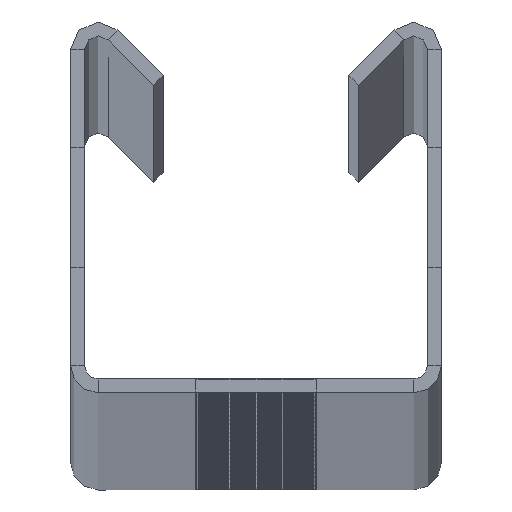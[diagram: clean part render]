
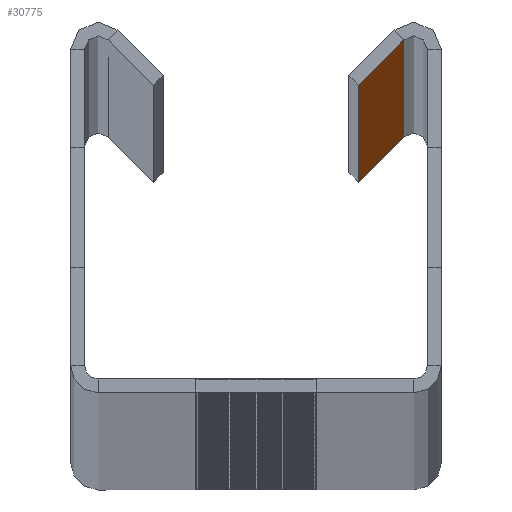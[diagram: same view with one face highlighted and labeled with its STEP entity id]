
A CAD part, top view. The second image highlights one B-rep face of the part: STEP entity #30775.
In plain terms, the highlighted planar face has unit normal (0.707, -0.707, 0).
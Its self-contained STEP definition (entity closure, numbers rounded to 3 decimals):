
#1456=PLANE('',#33715);
#2927=FACE_OUTER_BOUND('',#4405,.T.);
#4405=EDGE_LOOP('',(#25581,#25582,#25583,#25584));
#8042=LINE('',#51221,#10982);
#8047=LINE('',#51235,#10987);
#8048=LINE('',#51237,#10988);
#8049=LINE('',#51238,#10989);
#10982=VECTOR('',#42410,10.);
#10987=VECTOR('',#42423,10.);
#10988=VECTOR('',#42424,10.);
#10989=VECTOR('',#42425,10.);
#15378=VERTEX_POINT('',#51218);
#15379=VERTEX_POINT('',#51220);
#15384=VERTEX_POINT('',#51234);
#15385=VERTEX_POINT('',#51236);
#19738=EDGE_CURVE('',#15378,#15379,#8042,.T.);
#19745=EDGE_CURVE('',#15378,#15384,#8047,.T.);
#19746=EDGE_CURVE('',#15385,#15384,#8048,.T.);
#19747=EDGE_CURVE('',#15379,#15385,#8049,.T.);
#25581=ORIENTED_EDGE('',*,*,#19745,.T.);
#25582=ORIENTED_EDGE('',*,*,#19746,.F.);
#25583=ORIENTED_EDGE('',*,*,#19747,.F.);
#25584=ORIENTED_EDGE('',*,*,#19738,.F.);
#30775=ADVANCED_FACE('',(#2927),#1456,.F.);
#33715=AXIS2_PLACEMENT_3D('',#51233,#42421,#42422);
#42410=DIRECTION('',(-0.707,-0.707,0.));
#42421=DIRECTION('center_axis',(-0.707,0.707,0.));
#42422=DIRECTION('ref_axis',(0.,0.,
-1.));
#42423=DIRECTION('',(0.,0.,1.));
#42424=DIRECTION('',(0.707,0.707,0.));
#42425=DIRECTION('',(0.,0.,1.));
#51218=CARTESIAN_POINT('',(-4.061,38.061,0.));
#51220=CARTESIAN_POINT('',(-8.939,33.182,0.));
#51221=CARTESIAN_POINT('',(-4.061,38.061,0.));
#51233=CARTESIAN_POINT('Origin',(38.,80.121,3000.));
#51234=CARTESIAN_POINT('',(-4.061,38.061,6000.));
#51235=CARTESIAN_POINT('',(-4.061,38.061,3000.));
#51236=CARTESIAN_POINT('',(-8.939,33.182,6000.));
#51237=CARTESIAN_POINT('',(84.939,127.06,6000.));
#51238=CARTESIAN_POINT('',(-8.939,33.182,0.));
